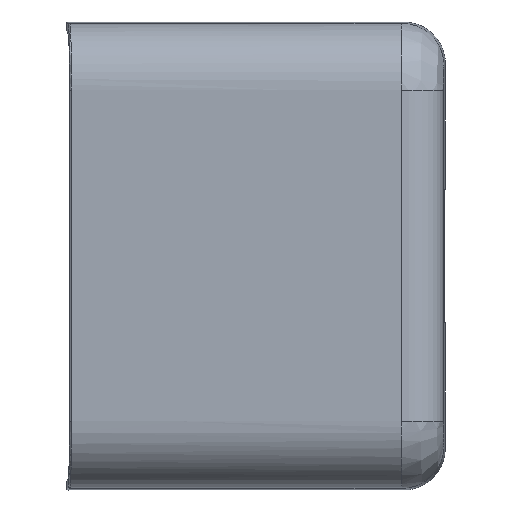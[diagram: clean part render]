
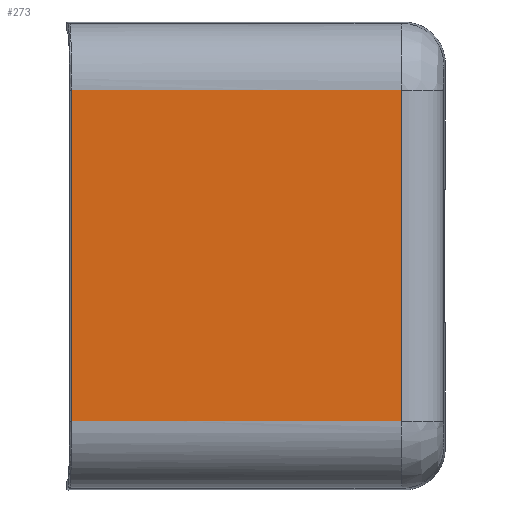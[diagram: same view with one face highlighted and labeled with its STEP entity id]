
A CAD part, top view. The second image highlights one B-rep face of the part: STEP entity #273.
In plain terms, the highlighted planar face has unit normal (0, 0, 1).
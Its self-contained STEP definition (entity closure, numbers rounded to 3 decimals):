
#273 = ADVANCED_FACE ( 'NONE', ( #17123 ), #19129, .F. ) ;
#1068 = VERTEX_POINT ( 'NONE', #2707 ) ;
#1968 = VERTEX_POINT ( 'NONE', #23952 ) ;
#2182 = ORIENTED_EDGE ( 'NONE', *, *, #13086, .T. ) ;
#2707 = CARTESIAN_POINT ( 'NONE',  ( -34.094, -25.219, 25.25 ) ) ;
#5918 = VECTOR ( 'NONE', #11183, 1000. ) ;
#6070 = VECTOR ( 'NONE', #9811, 1000. ) ;
#7129 = EDGE_CURVE ( 'NONE', #21916, #1068, #7812, .T. ) ;
#7441 = DIRECTION ( 'NONE',  ( -1., 0., 0. ) ) ;
#7812 = LINE ( 'NONE', #15450, #5918 ) ;
#8718 = ORIENTED_EDGE ( 'NONE', *, *, #12021, .T. ) ;
#9438 = ORIENTED_EDGE ( 'NONE', *, *, #7129, .T. ) ;
#9811 = DIRECTION ( 'NONE',  ( 1., 0., 0. ) ) ;
#10938 = ORIENTED_EDGE ( 'NONE', *, *, #23369, .T. ) ;
#11183 = DIRECTION ( 'NONE',  ( 0., -1., 0. ) ) ;
#11319 = CARTESIAN_POINT ( 'NONE',  ( 5.374, 14.409, 25.25 ) ) ;
#12021 = EDGE_CURVE ( 'NONE', #1068, #1968, #17700, .T. ) ;
#13086 = EDGE_CURVE ( 'NONE', #18071, #21916, #16966, .T. ) ;
#14980 = LINE ( 'NONE', #22625, #20899 ) ;
#15183 = CARTESIAN_POINT ( 'NONE',  ( 5.374, 14.409, 25.25 ) ) ;
#15450 = CARTESIAN_POINT ( 'NONE',  ( -34.094, 14.409, 25.25 ) ) ;
#15570 = CARTESIAN_POINT ( 'NONE',  ( -34.094, -25.219, 25.25 ) ) ;
#16133 = EDGE_LOOP ( 'NONE', ( #2182, #9438, #8718, #10938 ) ) ;
#16966 = LINE ( 'NONE', #11319, #22098 ) ;
#16993 = DIRECTION ( 'NONE',  ( 0., 0., -1. ) ) ;
#17123 = FACE_OUTER_BOUND ( 'NONE', #16133, .T. ) ;
#17700 = LINE ( 'NONE', #15570, #6070 ) ;
#18071 = VERTEX_POINT ( 'NONE', #15183 ) ;
#19129 = PLANE ( 'NONE',  #21799 ) ;
#20899 = VECTOR ( 'NONE', #23380, 1000. ) ;
#21799 = AXIS2_PLACEMENT_3D ( 'NONE', #22624, #16993, #24759 ) ;
#21894 = CARTESIAN_POINT ( 'NONE',  ( -34.094, 14.409, 25.25 ) ) ;
#21916 = VERTEX_POINT ( 'NONE', #21894 ) ;
#22098 = VECTOR ( 'NONE', #7441, 1000. ) ;
#22624 = CARTESIAN_POINT ( 'NONE',  ( -27.681, 7.755, 25.25 ) ) ;
#22625 = CARTESIAN_POINT ( 'NONE',  ( 5.374, -25.219, 25.25 ) ) ;
#23369 = EDGE_CURVE ( 'NONE', #1968, #18071, #14980, .T. ) ;
#23380 = DIRECTION ( 'NONE',  ( 0., 1., 0. ) ) ;
#23952 = CARTESIAN_POINT ( 'NONE',  ( 5.374, -25.219, 25.25 ) ) ;
#24759 = DIRECTION ( 'NONE',  ( 0., -1., 0. ) ) ;
